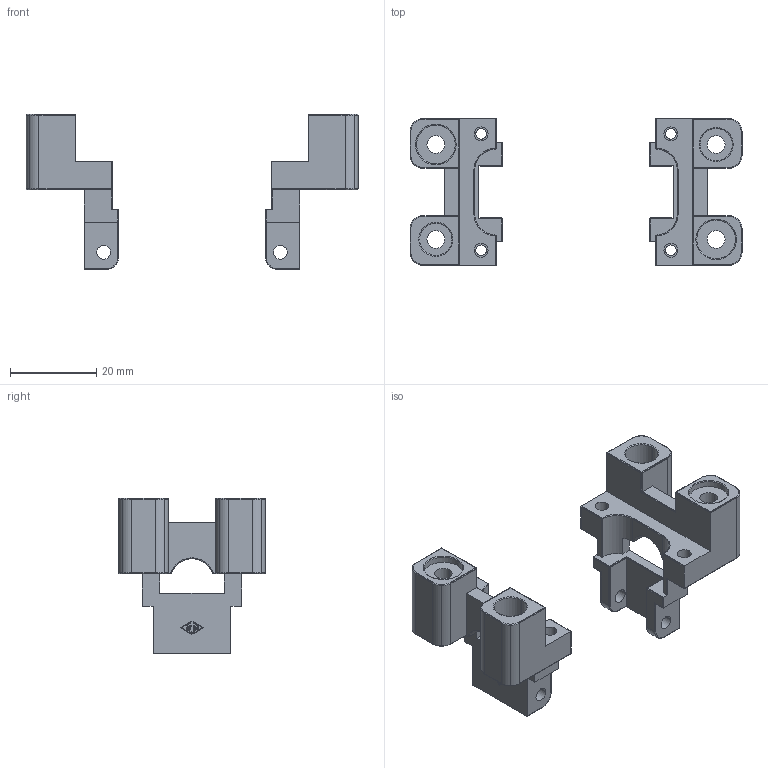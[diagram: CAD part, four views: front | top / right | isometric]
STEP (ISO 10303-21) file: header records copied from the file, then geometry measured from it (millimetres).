
FILE_DESCRIPTION((''),'2;1');
FILE_NAME('CR SP.stp','2007-01-02T17:39:33',('gembarski'),(''),'Autodesk Inventor 7','Autodesk Inventor 7','');
FILE_SCHEMA(('AUTOMOTIVE_DESIGN { 1 0 10303 214 1 1 1 1 }'));
Length unit declared in the file: millimetre
Products named in the file (1): CR SP
Bounding box: 77 x 34 x 36 mm (x, y, z)
Volume: 12389.6 mm3; surface area: 9512.6 mm2
Topology: 2 solids, 2 shells, 496 faces, 1256 edges, 774 vertices
Faces by surface type: cylinder 246, plane 148, torus 48, bspline 44, sphere 10
Entity records: 15616 total; most frequent: CARTESIAN_POINT 3385, DIRECTION 2708, ORIENTED_EDGE 2492, EDGE_CURVE 1246, AXIS2_PLACEMENT_3D 1017, VERTEX_POINT 774, VECTOR 674, LINE 674
